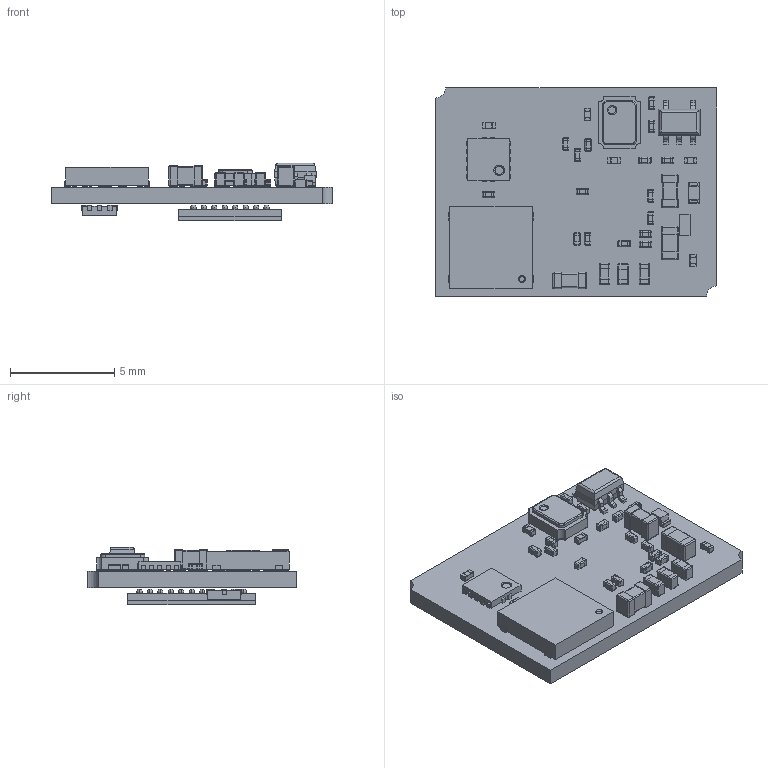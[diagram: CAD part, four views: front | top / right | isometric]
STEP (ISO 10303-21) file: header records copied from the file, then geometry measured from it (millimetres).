
FILE_DESCRIPTION(('KiCad electronic assembly'),'2;1');
FILE_NAME('IMAGE-board2.step','2020-07-02T15:35:38',('An Author'),( 'A Company'),'Open CASCADE STEP processor 6.9', 'KiCad to STEP converter','Unknown');
FILE_SCHEMA(('AUTOMOTIVE_DESIGN { 1 0 10303 214 1 1 1 1 }'));
Length unit declared in the file: millimetre
Products named in the file (28): Open CASCADE STEP translator 6.9 1; QFN8P50_160X160X50L30X20; COMPOUND; SON_4_P300_395X395X90L55X35L; C_0201_0603Metric_L; C_0402_1005Metric_L; SOT_23-5P65_210X110L36X22L; R_0201_0603Metric_ERJ_L; OSC_CC250X200X80L70X75L; BGA88CP50_8X11_493X613X75B25; L_0603_1608Metric_L; C_0603_1608Metric_L; TRXDFN3_101X61X53L25X15; LED_0402_1005Metric; SOLID; QFN_14_P40_200X200X40L40X20L
Assembly tree (49 placements, depth 3):
  Open CASCADE STEP translator 6.9 1
    QFN8P50_160X160X50L30X20
      COMPOUND
    SON_4_P300_395X395X90L55X35L
      COMPOUND
    C_0201_0603Metric_L  x16
      COMPOUND
    C_0402_1005Metric_L  x3
      COMPOUND
    SOT_23-5P65_210X110L36X22L
      COMPOUND
    R_0201_0603Metric_ERJ_L  x5
      COMPOUND
    OSC_CC250X200X80L70X75L
      COMPOUND
    BGA88CP50_8X11_493X613X75B25
      COMPOUND
    L_0603_1608Metric_L  x2
      COMPOUND
    C_0603_1608Metric_L
      COMPOUND
    TRXDFN3_101X61X53L25X15
      COMPOUND
    LED_0402_1005Metric
      SOLID
    QFN_14_P40_200X200X40L40X20L
      COMPOUND
    SOLID
Bounding box: 13.5 x 10 x 2.75 mm (x, y, z)
Volume: 153.1 mm3; surface area: 637.4 mm2
Topology: 222 solids, 222 shells, 2089 faces, 4966 edges, 2936 vertices
Faces by surface type: plane 1021, cylinder 662, sphere 392, torus 14
Entity records: 70321 total; most frequent: CARTESIAN_POINT 18123, DIRECTION 8417, LINE 5184, VECTOR 5184, ORIENTED_EDGE 4316, PCURVE 4316, DEFINITIONAL_REPRESENTATION 4316, EDGE_CURVE 2158
